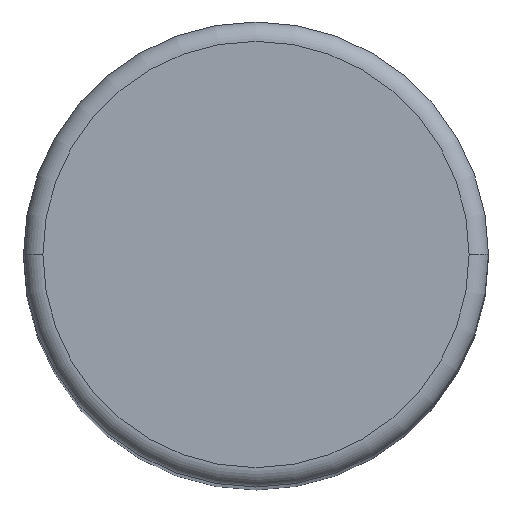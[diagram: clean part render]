
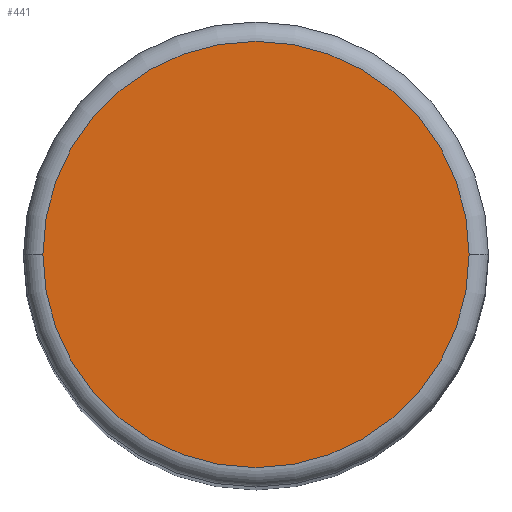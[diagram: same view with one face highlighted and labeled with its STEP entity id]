
A CAD part, top view. The second image highlights one B-rep face of the part: STEP entity #441.
In plain terms, the highlighted planar face has unit normal (0, 0, 1).
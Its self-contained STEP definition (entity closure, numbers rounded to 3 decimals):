
#162=CARTESIAN_POINT('',(0.,0.,50.));
#163=DIRECTION('',(0.,0.,1.));
#164=DIRECTION('',(-1.,0.,0.));
#165=AXIS2_PLACEMENT_3D('',#162,#163,#164);
#167=CARTESIAN_POINT('',(0.,0.,50.));
#168=DIRECTION('',(0.,0.,1.));
#169=DIRECTION('',(1.,0.,0.));
#170=AXIS2_PLACEMENT_3D('',#167,#168,#169);
#195=CARTESIAN_POINT('',(-5.5,0.,50.));
#196=CARTESIAN_POINT('',(5.5,0.,50.));
#197=VERTEX_POINT('',#195);
#198=VERTEX_POINT('',#196);
#431=CARTESIAN_POINT('',(0.,0.,50.));
#432=DIRECTION('',(0.,0.,1.));
#433=DIRECTION('',(1.,0.,0.));
#434=AXIS2_PLACEMENT_3D('',#431,#432,#433);
#435=PLANE('',#434);
#437=ORIENTED_EDGE('',*,*,#436,.F.);
#438=ORIENTED_EDGE('',*,*,#414,.F.);
#439=EDGE_LOOP('',(#437,#438));
#440=FACE_OUTER_BOUND('',#439,.F.);
#441=ADVANCED_FACE('',(#440),#435,.T.);
#166=CIRCLE('',#165,5.5);
#171=CIRCLE('',#170,5.5);
#414=EDGE_CURVE('',#198,#197,#171,.T.);
#436=EDGE_CURVE('',#197,#198,#166,.T.);
